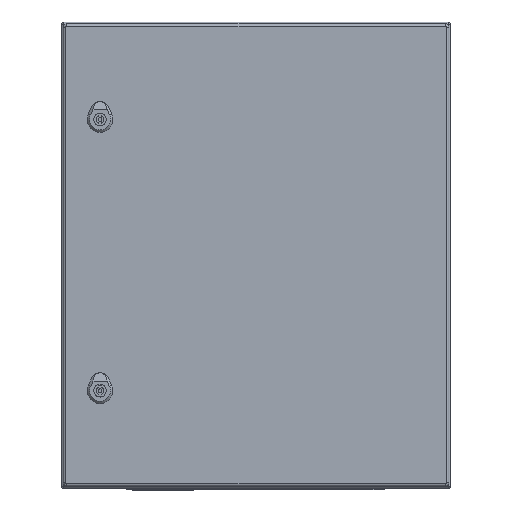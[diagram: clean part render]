
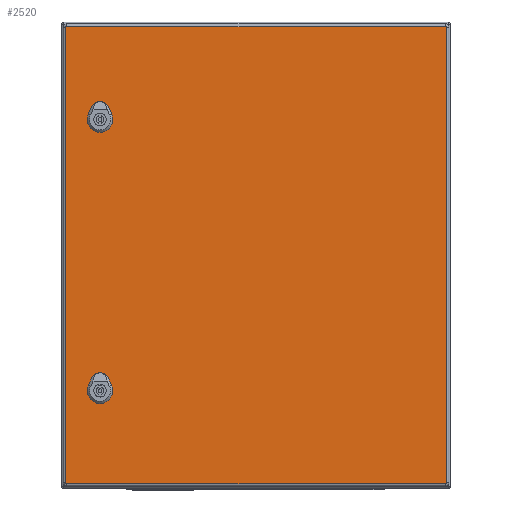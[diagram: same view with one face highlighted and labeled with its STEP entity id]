
A CAD part, top view. The second image highlights one B-rep face of the part: STEP entity #2520.
In plain terms, the highlighted face is planar.
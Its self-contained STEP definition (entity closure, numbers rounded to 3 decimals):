
#1487=FACE_BOUND('',#3821,.T.);
#1488=FACE_BOUND('',#3822,.T.);
#1489=FACE_BOUND('',#3823,.T.);
#2091=CIRCLE('',#10383,1.);
#2092=CIRCLE('',#10384,1.);
#2093=CIRCLE('',#10385,1.);
#2094=CIRCLE('',#10386,1.);
#2095=CIRCLE('',#10387,11.25);
#2096=CIRCLE('',#10388,11.25);
#2097=CIRCLE('',#10389,11.25);
#2098=CIRCLE('',#10390,11.25);
#2099=CIRCLE('',#10391,11.25);
#2100=CIRCLE('',#10392,11.25);
#2101=CIRCLE('',#10393,11.25);
#2102=CIRCLE('',#10394,11.25);
#2520=ADVANCED_FACE('',(#1487,#1488,#1489),#2829,.F.);
#2829=PLANE('',#10395);
#3821=EDGE_LOOP('',(#5379,#5380,#5381,#5382,#5383,#5384,#5385,#5386));
#3822=EDGE_LOOP('',(#5387,#5388,#5389,#5390,#5391,#5392,#5393,#5394));
#3823=EDGE_LOOP('',(#5395,#5396,#5397,#5398,#5399,#5400,#5401,#5402));
#5379=ORIENTED_EDGE('',*,*,#7999,.F.);
#5380=ORIENTED_EDGE('',*,*,#8000,.F.);
#5381=ORIENTED_EDGE('',*,*,#8001,.F.);
#5382=ORIENTED_EDGE('',*,*,#8002,.F.);
#5383=ORIENTED_EDGE('',*,*,#8003,.F.);
#5384=ORIENTED_EDGE('',*,*,#8004,.F.);
#5385=ORIENTED_EDGE('',*,*,#8005,.F.);
#5386=ORIENTED_EDGE('',*,*,#8006,.F.);
#5387=ORIENTED_EDGE('',*,*,#8007,.T.);
#5388=ORIENTED_EDGE('',*,*,#8008,.T.);
#5389=ORIENTED_EDGE('',*,*,#8009,.T.);
#5390=ORIENTED_EDGE('',*,*,#8010,.T.);
#5391=ORIENTED_EDGE('',*,*,#8011,.T.);
#5392=ORIENTED_EDGE('',*,*,#8012,.T.);
#5393=ORIENTED_EDGE('',*,*,#8013,.T.);
#5394=ORIENTED_EDGE('',*,*,#8014,.T.);
#5395=ORIENTED_EDGE('',*,*,#8015,.F.);
#5396=ORIENTED_EDGE('',*,*,#8016,.F.);
#5397=ORIENTED_EDGE('',*,*,#8017,.F.);
#5398=ORIENTED_EDGE('',*,*,#8018,.F.);
#5399=ORIENTED_EDGE('',*,*,#8019,.F.);
#5400=ORIENTED_EDGE('',*,*,#8020,.F.);
#5401=ORIENTED_EDGE('',*,*,#8021,.F.);
#5402=ORIENTED_EDGE('',*,*,#8022,.F.);
#7003=VERTEX_POINT('',#15314);
#7004=VERTEX_POINT('',#15315);
#7005=VERTEX_POINT('',#15317);
#7006=VERTEX_POINT('',#15319);
#7007=VERTEX_POINT('',#15321);
#7008=VERTEX_POINT('',#15323);
#7009=VERTEX_POINT('',#15325);
#7010=VERTEX_POINT('',#15327);
#7011=VERTEX_POINT('',#15330);
#7012=VERTEX_POINT('',#15331);
#7013=VERTEX_POINT('',#15333);
#7014=VERTEX_POINT('',#15335);
#7015=VERTEX_POINT('',#15337);
#7016=VERTEX_POINT('',#15339);
#7017=VERTEX_POINT('',#15341);
#7018=VERTEX_POINT('',#15343);
#7019=VERTEX_POINT('',#15346);
#7020=VERTEX_POINT('',#15347);
#7021=VERTEX_POINT('',#15349);
#7022=VERTEX_POINT('',#15351);
#7023=VERTEX_POINT('',#15353);
#7024=VERTEX_POINT('',#15355);
#7025=VERTEX_POINT('',#15357);
#7026=VERTEX_POINT('',#15359);
#7999=EDGE_CURVE('',#7003,#7004,#2091,.T.);
#8000=EDGE_CURVE('',#7005,#7003,#8821,.T.);
#8001=EDGE_CURVE('',#7006,#7005,#2092,.T.);
#8002=EDGE_CURVE('',#7007,#7006,#8822,.T.);
#8003=EDGE_CURVE('',#7008,#7007,#2093,.T.);
#8004=EDGE_CURVE('',#7009,#7008,#8823,.T.);
#8005=EDGE_CURVE('',#7010,#7009,#2094,.T.);
#8006=EDGE_CURVE('',#7004,#7010,#8824,.T.);
#8007=EDGE_CURVE('',#7011,#7012,#8825,.T.);
#8008=EDGE_CURVE('',#7012,#7013,#2095,.T.);
#8009=EDGE_CURVE('',#7013,#7014,#8826,.T.);
#8010=EDGE_CURVE('',#7014,#7015,#2096,.T.);
#8011=EDGE_CURVE('',#7015,#7016,#8827,.T.);
#8012=EDGE_CURVE('',#7016,#7017,#2097,.T.);
#8013=EDGE_CURVE('',#7017,#7018,#8828,.T.);
#8014=EDGE_CURVE('',#7018,#7011,#2098,.T.);
#8015=EDGE_CURVE('',#7019,#7020,#2099,.T.);
#8016=EDGE_CURVE('',#7021,#7019,#8829,.T.);
#8017=EDGE_CURVE('',#7022,#7021,#2100,.T.);
#8018=EDGE_CURVE('',#7023,#7022,#8830,.T.);
#8019=EDGE_CURVE('',#7024,#7023,#2101,.T.);
#8020=EDGE_CURVE('',#7025,#7024,#8831,.T.);
#8021=EDGE_CURVE('',#7026,#7025,#2102,.T.);
#8022=EDGE_CURVE('',#7020,#7026,#8832,.T.);
#8821=LINE('',#15316,#9471);
#8822=LINE('',#15320,#9472);
#8823=LINE('',#15324,#9473);
#8824=LINE('',#15328,#9474);
#8825=LINE('',#15329,#9475);
#8826=LINE('',#15334,#9476);
#8827=LINE('',#15338,#9477);
#8828=LINE('',#15342,#9478);
#8829=LINE('',#15348,#9479);
#8830=LINE('',#15352,#9480);
#8831=LINE('',#15356,#9481);
#8832=LINE('',#15360,#9482);
#9471=VECTOR('',#12359,1.);
#9472=VECTOR('',#12362,1.);
#9473=VECTOR('',#12365,1.);
#9474=VECTOR('',#12368,1.);
#9475=VECTOR('',#12369,1.);
#9476=VECTOR('',#12372,1.);
#9477=VECTOR('',#12375,1.);
#9478=VECTOR('',#12378,1.);
#9479=VECTOR('',#12383,1.);
#9480=VECTOR('',#12386,1.);
#9481=VECTOR('',#12389,1.);
#9482=VECTOR('',#12392,1.);
#10383=AXIS2_PLACEMENT_3D('',#15313,#12357,#12358);
#10384=AXIS2_PLACEMENT_3D('',#15318,#12360,#12361);
#10385=AXIS2_PLACEMENT_3D('',#15322,#12363,#12364);
#10386=AXIS2_PLACEMENT_3D('',#15326,#12366,#12367);
#10387=AXIS2_PLACEMENT_3D('',#15332,#12370,#12371);
#10388=AXIS2_PLACEMENT_3D('',#15336,#12373,#12374);
#10389=AXIS2_PLACEMENT_3D('',#15340,#12376,#12377);
#10390=AXIS2_PLACEMENT_3D('',#15344,#12379,#12380);
#10391=AXIS2_PLACEMENT_3D('',#15345,#12381,#12382);
#10392=AXIS2_PLACEMENT_3D('',#15350,#12384,#12385);
#10393=AXIS2_PLACEMENT_3D('',#15354,#12387,#12388);
#10394=AXIS2_PLACEMENT_3D('',#15358,#12390,#12391);
#10395=AXIS2_PLACEMENT_3D('',#15361,#12393,#12394);
#12357=DIRECTION('',(0.,0.,1.));
#12358=DIRECTION('',(1.,0.,0.));
#12359=DIRECTION('',(0.,-1.,0.));
#12360=DIRECTION('',(0.,0.,1.));
#12361=DIRECTION('',(1.,0.,0.));
#12362=DIRECTION('',(-1.,0.,0.));
#12363=DIRECTION('',(0.,0.,1.));
#12364=DIRECTION('',(1.,0.,0.));
#12365=DIRECTION('',(0.,1.,0.));
#12366=DIRECTION('',(0.,0.,1.));
#12367=DIRECTION('',(1.,0.,0.));
#12368=DIRECTION('',(1.,0.,0.));
#12369=DIRECTION('',(-1.,0.,0.));
#12370=DIRECTION('',(0.,0.,1.));
#12371=DIRECTION('',(1.,0.,0.));
#12372=DIRECTION('',(0.,-1.,0.));
#12373=DIRECTION('',(0.,0.,1.));
#12374=DIRECTION('',(1.,0.,0.));
#12375=DIRECTION('',(1.,0.,0.));
#12376=DIRECTION('',(0.,0.,1.));
#12377=DIRECTION('',(1.,0.,0.));
#12378=DIRECTION('',(0.,1.,0.));
#12379=DIRECTION('',(0.,0.,1.));
#12380=DIRECTION('',(1.,0.,0.));
#12381=DIRECTION('',(0.,0.,-1.));
#12382=DIRECTION('',(1.,0.,0.));
#12383=DIRECTION('',(-1.,0.,0.));
#12384=DIRECTION('',(0.,0.,-1.));
#12385=DIRECTION('',(1.,0.,0.));
#12386=DIRECTION('',(0.,-1.,0.));
#12387=DIRECTION('',(0.,0.,-1.));
#12388=DIRECTION('',(1.,0.,0.));
#12389=DIRECTION('',(1.,0.,0.));
#12390=DIRECTION('',(0.,0.,-1.));
#12391=DIRECTION('',(1.,0.,0.));
#12392=DIRECTION('',(0.,1.,0.));
#12393=DIRECTION('',(0.,0.,1.));
#12394=DIRECTION('',(1.,0.,0.));
#15313=CARTESIAN_POINT('',(-243.75,-293.,0.));
#15314=CARTESIAN_POINT('',(-244.75,-293.,0.));
#15315=CARTESIAN_POINT('',(-243.75,-294.,0.));
#15316=CARTESIAN_POINT('',(-244.75,293.,0.));
#15317=CARTESIAN_POINT('',(-244.75,293.,0.));
#15318=CARTESIAN_POINT('',(-243.75,293.,0.));
#15319=CARTESIAN_POINT('',(-243.75,294.,0.));
#15320=CARTESIAN_POINT('',(243.75,294.,0.));
#15321=CARTESIAN_POINT('',(243.75,294.,0.));
#15322=CARTESIAN_POINT('',(243.75,293.,0.));
#15323=CARTESIAN_POINT('',(244.75,293.,0.));
#15324=CARTESIAN_POINT('',(244.75,-293.,0.));
#15325=CARTESIAN_POINT('',(244.75,-293.,0.));
#15326=CARTESIAN_POINT('',(243.75,-293.,0.));
#15327=CARTESIAN_POINT('',(243.75,-294.,0.));
#15328=CARTESIAN_POINT('',(-243.75,-294.,0.));
#15329=CARTESIAN_POINT('',(-243.75,184.7,0.));
#15330=CARTESIAN_POINT('',(205.496,184.7,0.));
#15331=CARTESIAN_POINT('',(196.004,184.7,0.));
#15332=CARTESIAN_POINT('',(200.75,174.5,0.));
#15333=CARTESIAN_POINT('',(190.55,179.246,0.));
#15334=CARTESIAN_POINT('',(190.55,293.,0.));
#15335=CARTESIAN_POINT('',(190.55,169.754,0.));
#15336=CARTESIAN_POINT('',(200.75,174.5,0.));
#15337=CARTESIAN_POINT('',(196.004,164.3,0.));
#15338=CARTESIAN_POINT('',(-243.75,164.3,0.));
#15339=CARTESIAN_POINT('',(205.496,164.3,0.));
#15340=CARTESIAN_POINT('',(200.75,174.5,0.));
#15341=CARTESIAN_POINT('',(210.95,169.754,0.));
#15342=CARTESIAN_POINT('',(210.95,293.,0.));
#15343=CARTESIAN_POINT('',(210.95,179.246,0.));
#15344=CARTESIAN_POINT('',(200.75,174.5,0.));
#15345=CARTESIAN_POINT('',(200.75,-174.5,0.));
#15346=CARTESIAN_POINT('',(196.004,-184.7,0.));
#15347=CARTESIAN_POINT('',(190.55,-179.246,0.));
#15348=CARTESIAN_POINT('',(-243.75,-184.7,0.));
#15349=CARTESIAN_POINT('',(205.496,-184.7,0.));
#15350=CARTESIAN_POINT('',(200.75,-174.5,0.));
#15351=CARTESIAN_POINT('',(210.95,-179.246,0.));
#15352=CARTESIAN_POINT('',(210.95,293.,0.));
#15353=CARTESIAN_POINT('',(210.95,-169.754,0.));
#15354=CARTESIAN_POINT('',(200.75,-174.5,0.));
#15355=CARTESIAN_POINT('',(205.496,-164.3,0.));
#15356=CARTESIAN_POINT('',(-243.75,-164.3,0.));
#15357=CARTESIAN_POINT('',(196.004,-164.3,0.));
#15358=CARTESIAN_POINT('',(200.75,-174.5,0.));
#15359=CARTESIAN_POINT('',(190.55,-169.754,0.));
#15360=CARTESIAN_POINT('',(190.55,293.,0.));
#15361=CARTESIAN_POINT('',(-243.75,293.,0.));
